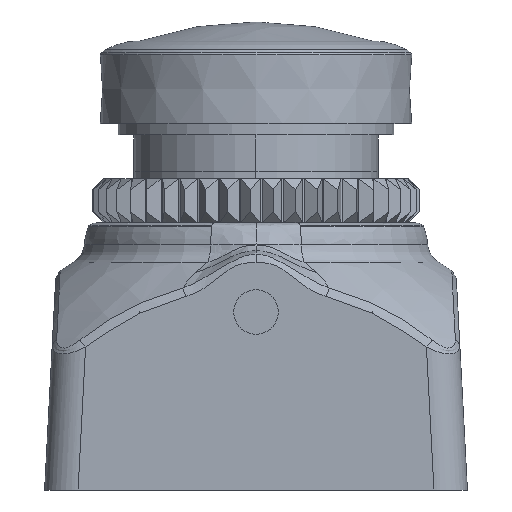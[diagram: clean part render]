
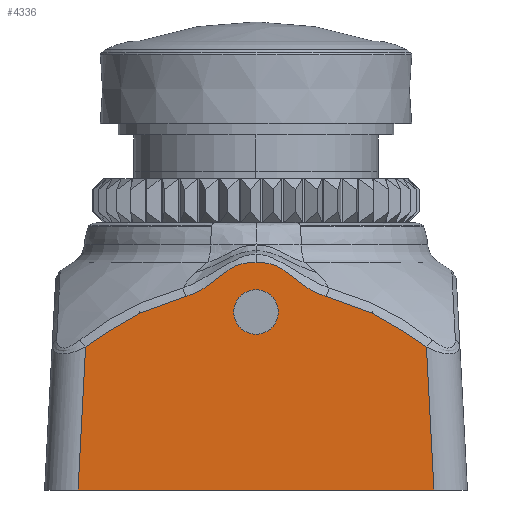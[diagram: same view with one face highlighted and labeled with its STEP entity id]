
A CAD part, left-side view. The second image highlights one B-rep face of the part: STEP entity #4336.
In plain terms, the highlighted planar face has unit normal (-1, 0, 0).
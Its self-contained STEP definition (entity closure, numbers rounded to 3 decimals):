
#95=B_SPLINE_CURVE_WITH_KNOTS('',3,(#9207,#9208,#9209,#9210,#9211,#9212,
#9213,#9214,#9215,#9216,#9217,#9218,#9219,#9220,#9221,#9222),
 .UNSPECIFIED.,.F.,.F.,(4,3,3,3,3,4),(-0.852,-0.812,
-0.708,-0.604,-0.586,-0.508),
 .UNSPECIFIED.);
#96=B_SPLINE_CURVE_WITH_KNOTS('',3,(#9224,#9225,#9226,#9227,#9228,#9229,
#9230,#9231,#9232,#9233,#9234,#9235,#9236,#9237,#9238,#9239),
 .UNSPECIFIED.,.F.,.F.,(4,3,3,3,3,4),(-0.852,-0.812,
-0.708,-0.604,-0.586,-0.508),
 .UNSPECIFIED.);
#97=B_SPLINE_CURVE_WITH_KNOTS('',3,(#9241,#9242,#9243,#9244,#9245,#9246),
 .UNSPECIFIED.,.F.,.F.,(4,1,1,4),(-0.508,-0.503,
-0.252,0.),.UNSPECIFIED.);
#98=B_SPLINE_CURVE_WITH_KNOTS('',3,(#9250,#9251,#9252,#9253,#9254,#9255),
 .UNSPECIFIED.,.F.,.F.,(4,1,1,4),(-0.508,-0.503,
-0.252,0.),.UNSPECIFIED.);
#196=FACE_BOUND('',#849,.T.);
#313=PLANE('',#4730);
#587=FACE_OUTER_BOUND('',#848,.T.);
#848=EDGE_LOOP('',(#3924,#3925,#3926,#3927,#3928,#3929,#3930));
#849=EDGE_LOOP('',(#3931,#3932));
#1238=LINE('',#7013,#1437);
#1268=LINE('',#9247,#1467);
#1269=LINE('',#9249,#1468);
#1437=VECTOR('',#5431,10.);
#1467=VECTOR('',#5637,10.);
#1468=VECTOR('',#5638,10.);
#1637=CIRCLE('',#4731,1.);
#1638=CIRCLE('',#4732,1.);
#1956=VERTEX_POINT('',#7010);
#1957=VERTEX_POINT('',#7012);
#2065=VERTEX_POINT('',#9205);
#2066=VERTEX_POINT('',#9206);
#2067=VERTEX_POINT('',#9223);
#2068=VERTEX_POINT('',#9240);
#2069=VERTEX_POINT('',#9248);
#2070=VERTEX_POINT('',#9256);
#2071=VERTEX_POINT('',#9257);
#2540=EDGE_CURVE('',#1957,#1956,#1238,.T.);
#2701=EDGE_CURVE('',#2065,#2066,#95,.T.);
#2702=EDGE_CURVE('',#2065,#2067,#96,.T.);
#2703=EDGE_CURVE('',#2067,#2068,#97,.T.);
#2704=EDGE_CURVE('',#1957,#2068,#1268,.T.);
#2705=EDGE_CURVE('',#1956,#2069,#1269,.T.);
#2706=EDGE_CURVE('',#2066,#2069,#98,.T.);
#2707=EDGE_CURVE('',#2070,#2071,#1637,.T.);
#2708=EDGE_CURVE('',#2070,#2071,#1638,.T.);
#3924=ORIENTED_EDGE('',*,*,#2701,.F.);
#3925=ORIENTED_EDGE('',*,*,#2702,.T.);
#3926=ORIENTED_EDGE('',*,*,#2703,.T.);
#3927=ORIENTED_EDGE('',*,*,#2704,.F.);
#3928=ORIENTED_EDGE('',*,*,#2540,.T.);
#3929=ORIENTED_EDGE('',*,*,#2705,.T.);
#3930=ORIENTED_EDGE('',*,*,#2706,.F.);
#3931=ORIENTED_EDGE('',*,*,#2707,.F.);
#3932=ORIENTED_EDGE('',*,*,#2708,.T.);
#4336=ADVANCED_FACE('',(#587,#196),#313,.F.);
#4730=AXIS2_PLACEMENT_3D('',#9204,#5635,#5636);
#4731=AXIS2_PLACEMENT_3D('',#9258,#5639,#5640);
#4732=AXIS2_PLACEMENT_3D('',#9259,#5641,#5642);
#5431=DIRECTION('',(0.,-1.,0.));
#5635=DIRECTION('center_axis',(1.,0.,0.));
#5636=DIRECTION('ref_axis',(0.,0.,-1.));
#5637=DIRECTION('',(0.,-0.052,0.999));
#5638=DIRECTION('',(0.,0.052,0.999));
#5639=DIRECTION('center_axis',(-1.,0.,0.));
#5640=DIRECTION('ref_axis',(0.,-1.,0.));
#5641=DIRECTION('center_axis',(1.,0.,0.));
#5642=DIRECTION('ref_axis',(0.,1.,0.));
#7010=CARTESIAN_POINT('',(-9.5,-7.997,0.65));
#7012=CARTESIAN_POINT('',(-9.5,7.997,0.65));
#7013=CARTESIAN_POINT('',(-9.5,0.708,0.65));
#9204=CARTESIAN_POINT('Origin',(-9.5,0.,8.65));
#9205=CARTESIAN_POINT('',(-9.5,0.,10.867));
#9206=CARTESIAN_POINT('',(-9.5,-3.153,9.347));
#9207=CARTESIAN_POINT('Ctrl Pts',(-9.5,0.,
10.867));
#9208=CARTESIAN_POINT('Ctrl Pts',(-9.5,-0.17,
10.87));
#9209=CARTESIAN_POINT('Ctrl Pts',(-9.5,-0.357,
10.864));
#9210=CARTESIAN_POINT('Ctrl Pts',(-9.5,-0.518,10.84));
#9211=CARTESIAN_POINT('Ctrl Pts',(-9.5,-0.935,
10.775));
#9212=CARTESIAN_POINT('Ctrl Pts',(-9.5,-1.184,10.582));
#9213=CARTESIAN_POINT('Ctrl Pts',(-9.5,-1.447,10.373));
#9214=CARTESIAN_POINT('Ctrl Pts',(-9.5,-1.711,10.163));
#9215=CARTESIAN_POINT('Ctrl Pts',(-9.5,-1.989,9.937));
#9216=CARTESIAN_POINT('Ctrl Pts',(-9.5,-2.283,9.75));
#9217=CARTESIAN_POINT('Ctrl Pts',(-9.5,-2.331,9.719));
#9218=CARTESIAN_POINT('Ctrl Pts',(-9.5,-2.38,9.69));
#9219=CARTESIAN_POINT('Ctrl Pts',(-9.5,-2.43,9.661));
#9220=CARTESIAN_POINT('Ctrl Pts',(-9.5,-2.659,9.532));
#9221=CARTESIAN_POINT('Ctrl Pts',(-9.5,-2.909,9.433));
#9222=CARTESIAN_POINT('Ctrl Pts',(-9.5,-3.153,9.347));
#9223=CARTESIAN_POINT('',(-9.5,3.153,9.347));
#9224=CARTESIAN_POINT('Ctrl Pts',(-9.5,0.,
10.867));
#9225=CARTESIAN_POINT('Ctrl Pts',(-9.5,0.17,10.87));
#9226=CARTESIAN_POINT('Ctrl Pts',(-9.5,0.357,10.864));
#9227=CARTESIAN_POINT('Ctrl Pts',(-9.5,0.518,10.84));
#9228=CARTESIAN_POINT('Ctrl Pts',(-9.5,0.935,10.775));
#9229=CARTESIAN_POINT('Ctrl Pts',(-9.5,1.184,10.582));
#9230=CARTESIAN_POINT('Ctrl Pts',(-9.5,1.447,10.373));
#9231=CARTESIAN_POINT('Ctrl Pts',(-9.5,1.711,10.163));
#9232=CARTESIAN_POINT('Ctrl Pts',(-9.5,1.989,9.937));
#9233=CARTESIAN_POINT('Ctrl Pts',(-9.5,2.283,9.75));
#9234=CARTESIAN_POINT('Ctrl Pts',(-9.5,2.331,9.719));
#9235=CARTESIAN_POINT('Ctrl Pts',(-9.5,2.38,9.69));
#9236=CARTESIAN_POINT('Ctrl Pts',(-9.5,2.43,9.661));
#9237=CARTESIAN_POINT('Ctrl Pts',(-9.5,2.659,9.532));
#9238=CARTESIAN_POINT('Ctrl Pts',(-9.5,2.909,9.433));
#9239=CARTESIAN_POINT('Ctrl Pts',(-9.5,3.153,9.347));
#9240=CARTESIAN_POINT('',(-9.5,7.661,7.074));
#9241=CARTESIAN_POINT('Ctrl Pts',(-9.5,3.153,9.347));
#9242=CARTESIAN_POINT('Ctrl Pts',(-9.5,3.166,9.342));
#9243=CARTESIAN_POINT('Ctrl Pts',(-9.5,3.957,9.063));
#9244=CARTESIAN_POINT('Ctrl Pts',(-9.5,5.359,8.743));
#9245=CARTESIAN_POINT('Ctrl Pts',(-9.5,7.482,7.189));
#9246=CARTESIAN_POINT('Ctrl Pts',(-9.5,7.661,7.074));
#9247=CARTESIAN_POINT('',(-9.5,7.582,8.577));
#9248=CARTESIAN_POINT('',(-9.5,-7.661,7.074));
#9249=CARTESIAN_POINT('',(-9.5,-7.582,8.577));
#9250=CARTESIAN_POINT('Ctrl Pts',(-9.5,-3.153,9.347));
#9251=CARTESIAN_POINT('Ctrl Pts',(-9.5,-3.166,9.342));
#9252=CARTESIAN_POINT('Ctrl Pts',(-9.5,-3.957,9.063));
#9253=CARTESIAN_POINT('Ctrl Pts',(-9.5,-5.359,8.743));
#9254=CARTESIAN_POINT('Ctrl Pts',(-9.5,-7.482,7.189));
#9255=CARTESIAN_POINT('Ctrl Pts',(-9.5,-7.661,7.074));
#9256=CARTESIAN_POINT('',(-9.5,0.,9.65));
#9257=CARTESIAN_POINT('',(-9.5,0.,7.65));
#9258=CARTESIAN_POINT('Origin',(-9.5,0.,
8.65));
#9259=CARTESIAN_POINT('Origin',(-9.5,0.,8.65));
